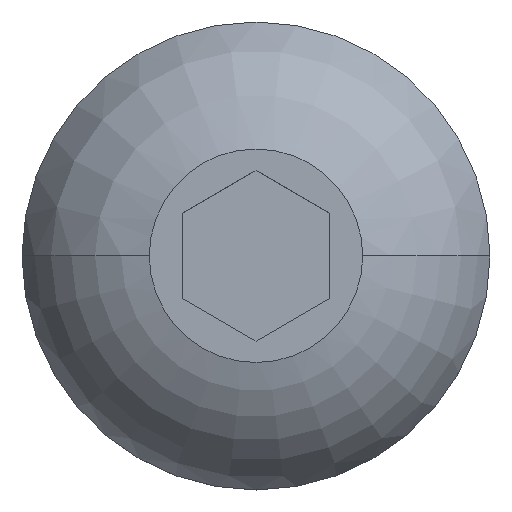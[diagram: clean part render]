
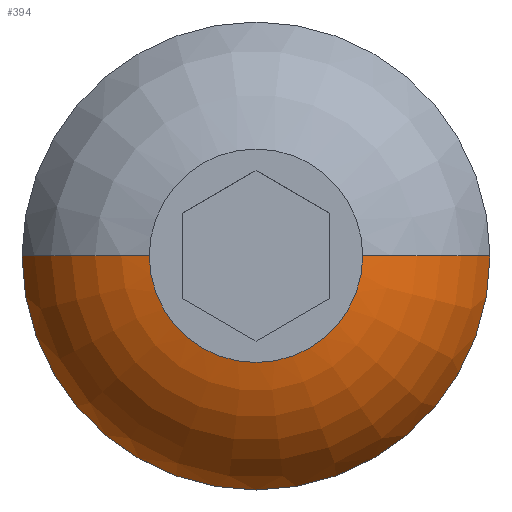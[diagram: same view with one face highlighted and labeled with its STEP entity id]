
A CAD part, top view. The second image highlights one B-rep face of the part: STEP entity #394.
In plain terms, the highlighted toroidal (fillet/blend) face has major radius 1.424 mm and minor radius 3.539 mm.
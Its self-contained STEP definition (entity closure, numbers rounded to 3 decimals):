
#1 = CARTESIAN_POINT ( 'NONE',  ( 0., 0., 0.5 ) ) ;
#17 = AXIS2_PLACEMENT_3D ( 'NONE', #1, #416, #486 ) ;
#24 = CARTESIAN_POINT ( 'NONE',  ( 1.424, 0., -0.711 ) ) ;
#51 = VERTEX_POINT ( 'NONE', #95 ) ;
#95 = CARTESIAN_POINT ( 'NONE',  ( -2.167, 0., 2.75 ) ) ;
#127 = ORIENTED_EDGE ( 'NONE', *, *, #341, .T. ) ;
#145 = CIRCLE ( 'NONE', #344, 2.167 ) ;
#163 = FACE_OUTER_BOUND ( 'NONE', #704, .T. ) ;
#196 = ORIENTED_EDGE ( 'NONE', *, *, #222, .F. ) ;
#222 = EDGE_CURVE ( 'NONE', #512, #445, #548, .T. ) ;
#224 = ORIENTED_EDGE ( 'NONE', *, *, #422, .F. ) ;
#238 = CARTESIAN_POINT ( 'NONE',  ( 0., 0., 2.75 ) ) ;
#246 = CARTESIAN_POINT ( 'NONE',  ( 4.75, 0., 0.5 ) ) ;
#292 = EDGE_CURVE ( 'NONE', #51, #492, #145, .T. ) ;
#307 = AXIS2_PLACEMENT_3D ( 'NONE', #24, #576, #632 ) ;
#322 = CARTESIAN_POINT ( 'NONE',  ( -4.75, 0., 0.5 ) ) ;
#324 = CIRCLE ( 'NONE', #468, 3.539 ) ;
#341 = EDGE_CURVE ( 'NONE', #51, #445, #324, .T. ) ;
#344 = AXIS2_PLACEMENT_3D ( 'NONE', #238, #664, #554 ) ;
#378 = DIRECTION ( 'NONE',  ( -1., 0., 0. ) ) ;
#394 = ADVANCED_FACE ( 'NONE', ( #163 ), #708, .T. ) ;
#416 = DIRECTION ( 'NONE',  ( 0., 0., -1. ) ) ;
#422 = EDGE_CURVE ( 'NONE', #492, #512, #777, .T. ) ;
#445 = VERTEX_POINT ( 'NONE', #322 ) ;
#450 = AXIS2_PLACEMENT_3D ( 'NONE', #518, #637, #378 ) ;
#468 = AXIS2_PLACEMENT_3D ( 'NONE', #491, #687, #624 ) ;
#486 = DIRECTION ( 'NONE',  ( -1., 0., 0. ) ) ;
#491 = CARTESIAN_POINT ( 'NONE',  ( -1.424, 0., -0.711 ) ) ;
#492 = VERTEX_POINT ( 'NONE', #515 ) ;
#512 = VERTEX_POINT ( 'NONE', #246 ) ;
#515 = CARTESIAN_POINT ( 'NONE',  ( 2.167, 0., 2.75 ) ) ;
#518 = CARTESIAN_POINT ( 'NONE',  ( 0., 0., -0.711 ) ) ;
#548 = CIRCLE ( 'NONE', #17, 4.75 ) ;
#554 = DIRECTION ( 'NONE',  ( -1., 0., 0. ) ) ;
#576 = DIRECTION ( 'NONE',  ( 0., 1., 0. ) ) ;
#624 = DIRECTION ( 'NONE',  ( 0., 0., -1. ) ) ;
#632 = DIRECTION ( 'NONE',  ( -1., 0., 0. ) ) ;
#637 = DIRECTION ( 'NONE',  ( 0., 0., -1. ) ) ;
#664 = DIRECTION ( 'NONE',  ( 0., 0., 1. ) ) ;
#687 = DIRECTION ( 'NONE',  ( 0., -1., 0. ) ) ;
#695 = ORIENTED_EDGE ( 'NONE', *, *, #292, .F. ) ;
#704 = EDGE_LOOP ( 'NONE', ( #224, #695, #127, #196 ) ) ;
#708 = TOROIDAL_SURFACE ( 'NONE', #450, 1.424, 3.539 ) ;
#777 = CIRCLE ( 'NONE', #307, 3.539 ) ;
